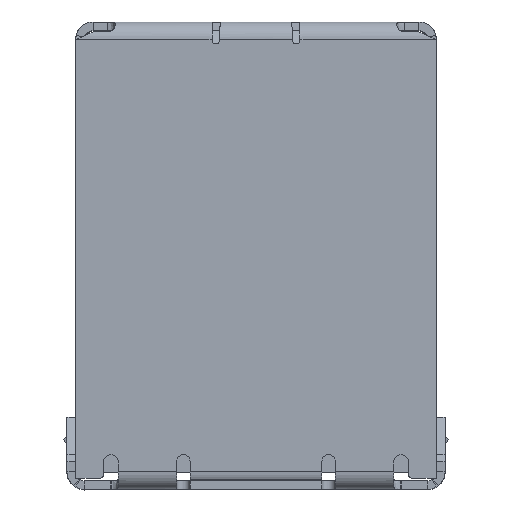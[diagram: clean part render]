
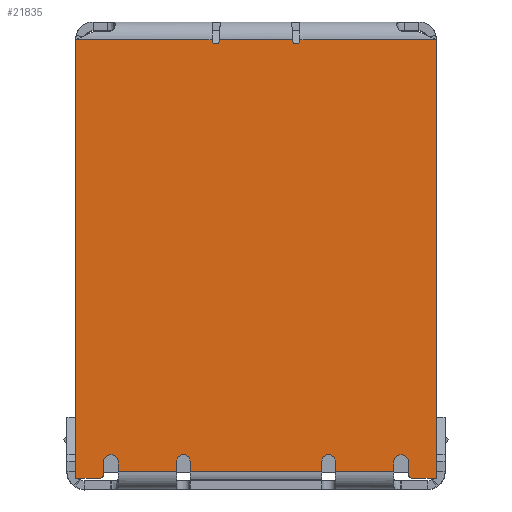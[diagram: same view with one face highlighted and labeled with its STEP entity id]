
A CAD part, top view. The second image highlights one B-rep face of the part: STEP entity #21835.
In plain terms, the highlighted face is planar.
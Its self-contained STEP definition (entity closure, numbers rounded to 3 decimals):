
#627=CIRCLE('',#24297,0.25);
#628=CIRCLE('',#24298,0.1);
#629=CIRCLE('',#24299,0.125);
#630=CIRCLE('',#24300,0.125);
#631=CIRCLE('',#24301,0.1);
#632=CIRCLE('',#24302,0.25);
#633=CIRCLE('',#24303,0.225);
#634=CIRCLE('',#24304,0.225);
#2073=FACE_OUTER_BOUND('',#2838,.T.);
#2838=EDGE_LOOP('',(#18791,#18792,#18793,#18794,#18795,#18796,#18797,#18798,
#18799,#18800,#18801,#18802,#18803,#18804,#18805,#18806,#18807,#18808,#18809,
#18810,#18811,#18812,#18813,#18814,#18815,#18816,#18817,#18818,#18819,#18820));
#4663=LINE('',#35567,#7739);
#4664=LINE('',#35569,#7740);
#4665=LINE('',#35573,#7741);
#4666=LINE('',#35577,#7742);
#4667=LINE('',#35579,#7743);
#4668=LINE('',#35581,#7744);
#4669=LINE('',#35583,#7745);
#4670=LINE('',#35587,#7746);
#4671=LINE('',#35589,#7747);
#4672=LINE('',#35591,#7748);
#4673=LINE('',#35595,#7749);
#4674=LINE('',#35597,#7750);
#4675=LINE('',#35599,#7751);
#4676=LINE('',#35601,#7752);
#4677=LINE('',#35605,#7753);
#4678=LINE('',#35609,#7754);
#4679=LINE('',#35611,#7755);
#4680=LINE('',#35613,#7756);
#4681=LINE('',#35617,#7757);
#4682=LINE('',#35619,#7758);
#4683=LINE('',#35621,#7759);
#4684=LINE('',#35624,#7760);
#7739=VECTOR('',#27438,2.);
#7740=VECTOR('',#27439,0.34);
#7741=VECTOR('',#27442,0.45);
#7742=VECTOR('',#27445,0.85);
#7743=VECTOR('',#27446,14.95);
#7744=VECTOR('',#27447,4.65);
#7745=VECTOR('',#27448,0.025);
#7746=VECTOR('',#27451,0.025);
#7747=VECTOR('',#27452,2.5);
#7748=VECTOR('',#27453,0.025);
#7749=VECTOR('',#27456,0.025);
#7750=VECTOR('',#27457,4.65);
#7751=VECTOR('',#27458,14.95);
#7752=VECTOR('',#27459,0.85);
#7753=VECTOR('',#27462,0.45);
#7754=VECTOR('',#27465,0.34);
#7755=VECTOR('',#27466,2.);
#7756=VECTOR('',#27467,0.365);
#7757=VECTOR('',#27470,0.365);
#7758=VECTOR('',#27471,4.5);
#7759=VECTOR('',#27472,0.365);
#7760=VECTOR('',#27475,0.365);
#11087=VERTEX_POINT('',#35565);
#11088=VERTEX_POINT('',#35566);
#11089=VERTEX_POINT('',#35568);
#11090=VERTEX_POINT('',#35570);
#11091=VERTEX_POINT('',#35572);
#11092=VERTEX_POINT('',#35574);
#11093=VERTEX_POINT('',#35576);
#11094=VERTEX_POINT('',#35578);
#11095=VERTEX_POINT('',#35580);
#11096=VERTEX_POINT('',#35582);
#11097=VERTEX_POINT('',#35584);
#11098=VERTEX_POINT('',#35586);
#11099=VERTEX_POINT('',#35588);
#11100=VERTEX_POINT('',#35590);
#11101=VERTEX_POINT('',#35592);
#11102=VERTEX_POINT('',#35594);
#11103=VERTEX_POINT('',#35596);
#11104=VERTEX_POINT('',#35598);
#11105=VERTEX_POINT('',#35600);
#11106=VERTEX_POINT('',#35602);
#11107=VERTEX_POINT('',#35604);
#11108=VERTEX_POINT('',#35606);
#11109=VERTEX_POINT('',#35608);
#11110=VERTEX_POINT('',#35610);
#11111=VERTEX_POINT('',#35612);
#11112=VERTEX_POINT('',#35614);
#11113=VERTEX_POINT('',#35616);
#11114=VERTEX_POINT('',#35618);
#11115=VERTEX_POINT('',#35620);
#11116=VERTEX_POINT('',#35622);
#14939=EDGE_CURVE('',#11087,#11088,#4663,.T.);
#14940=EDGE_CURVE('',#11088,#11089,#4664,.T.);
#14941=EDGE_CURVE('',#11089,#11090,#627,.T.);
#14942=EDGE_CURVE('',#11090,#11091,#4665,.T.);
#14943=EDGE_CURVE('',#11091,#11092,#628,.T.);
#14944=EDGE_CURVE('',#11092,#11093,#4666,.T.);
#14945=EDGE_CURVE('',#11093,#11094,#4667,.T.);
#14946=EDGE_CURVE('',#11094,#11095,#4668,.T.);
#14947=EDGE_CURVE('',#11095,#11096,#4669,.T.);
#14948=EDGE_CURVE('',#11096,#11097,#629,.T.);
#14949=EDGE_CURVE('',#11097,#11098,#4670,.T.);
#14950=EDGE_CURVE('',#11098,#11099,#4671,.T.);
#14951=EDGE_CURVE('',#11099,#11100,#4672,.T.);
#14952=EDGE_CURVE('',#11100,#11101,#630,.T.);
#14953=EDGE_CURVE('',#11101,#11102,#4673,.T.);
#14954=EDGE_CURVE('',#11102,#11103,#4674,.T.);
#14955=EDGE_CURVE('',#11103,#11104,#4675,.T.);
#14956=EDGE_CURVE('',#11104,#11105,#4676,.T.);
#14957=EDGE_CURVE('',#11105,#11106,#631,.T.);
#14958=EDGE_CURVE('',#11106,#11107,#4677,.T.);
#14959=EDGE_CURVE('',#11107,#11108,#632,.T.);
#14960=EDGE_CURVE('',#11108,#11109,#4678,.T.);
#14961=EDGE_CURVE('',#11109,#11110,#4679,.T.);
#14962=EDGE_CURVE('',#11110,#11111,#4680,.T.);
#14963=EDGE_CURVE('',#11111,#11112,#633,.T.);
#14964=EDGE_CURVE('',#11112,#11113,#4681,.T.);
#14965=EDGE_CURVE('',#11113,#11114,#4682,.T.);
#14966=EDGE_CURVE('',#11114,#11115,#4683,.T.);
#14967=EDGE_CURVE('',#11115,#11116,#634,.T.);
#14968=EDGE_CURVE('',#11116,#11087,#4684,.T.);
#18791=ORIENTED_EDGE('',*,*,#14939,.T.);
#18792=ORIENTED_EDGE('',*,*,#14940,.T.);
#18793=ORIENTED_EDGE('',*,*,#14941,.T.);
#18794=ORIENTED_EDGE('',*,*,#14942,.T.);
#18795=ORIENTED_EDGE('',*,*,#14943,.T.);
#18796=ORIENTED_EDGE('',*,*,#14944,.T.);
#18797=ORIENTED_EDGE('',*,*,#14945,.T.);
#18798=ORIENTED_EDGE('',*,*,#14946,.T.);
#18799=ORIENTED_EDGE('',*,*,#14947,.T.);
#18800=ORIENTED_EDGE('',*,*,#14948,.T.);
#18801=ORIENTED_EDGE('',*,*,#14949,.T.);
#18802=ORIENTED_EDGE('',*,*,#14950,.T.);
#18803=ORIENTED_EDGE('',*,*,#14951,.T.);
#18804=ORIENTED_EDGE('',*,*,#14952,.T.);
#18805=ORIENTED_EDGE('',*,*,#14953,.T.);
#18806=ORIENTED_EDGE('',*,*,#14954,.T.);
#18807=ORIENTED_EDGE('',*,*,#14955,.T.);
#18808=ORIENTED_EDGE('',*,*,#14956,.T.);
#18809=ORIENTED_EDGE('',*,*,#14957,.T.);
#18810=ORIENTED_EDGE('',*,*,#14958,.T.);
#18811=ORIENTED_EDGE('',*,*,#14959,.T.);
#18812=ORIENTED_EDGE('',*,*,#14960,.T.);
#18813=ORIENTED_EDGE('',*,*,#14961,.T.);
#18814=ORIENTED_EDGE('',*,*,#14962,.T.);
#18815=ORIENTED_EDGE('',*,*,#14963,.T.);
#18816=ORIENTED_EDGE('',*,*,#14964,.T.);
#18817=ORIENTED_EDGE('',*,*,#14965,.T.);
#18818=ORIENTED_EDGE('',*,*,#14966,.T.);
#18819=ORIENTED_EDGE('',*,*,#14967,.T.);
#18820=ORIENTED_EDGE('',*,*,#14968,.T.);
#21242=PLANE('',#24296);
#21835=ADVANCED_FACE('',(#2073),#21242,.T.);
#24296=AXIS2_PLACEMENT_3D('',#35564,#27436,#27437);
#24297=AXIS2_PLACEMENT_3D('',#35571,#27440,#27441);
#24298=AXIS2_PLACEMENT_3D('',#35575,#27443,#27444);
#24299=AXIS2_PLACEMENT_3D('',#35585,#27449,#27450);
#24300=AXIS2_PLACEMENT_3D('',#35593,#27454,#27455);
#24301=AXIS2_PLACEMENT_3D('',#35603,#27460,#27461);
#24302=AXIS2_PLACEMENT_3D('',#35607,#27463,#27464);
#24303=AXIS2_PLACEMENT_3D('',#35615,#27468,#27469);
#24304=AXIS2_PLACEMENT_3D('',#35623,#27473,#27474);
#27436=DIRECTION('center_axis',(0.,1.,0.));
#27437=DIRECTION('ref_axis',(0.,0.,1.));
#27438=DIRECTION('',(1.,0.,0.));
#27439=DIRECTION('',(0.,0.,-1.));
#27440=DIRECTION('center_axis',(0.,-1.,0.));
#27441=DIRECTION('ref_axis',(-1.,0.,0.));
#27442=DIRECTION('',(0.,0.,1.));
#27443=DIRECTION('center_axis',(0.,1.,0.));
#27444=DIRECTION('ref_axis',(-1.,0.,0.));
#27445=DIRECTION('',(1.,0.,0.));
#27446=DIRECTION('',(0.,0.,-1.));
#27447=DIRECTION('',(-1.,0.,0.));
#27448=DIRECTION('',(0.,0.,1.));
#27449=DIRECTION('center_axis',(0.,-1.,0.));
#27450=DIRECTION('ref_axis',(1.,0.,0.));
#27451=DIRECTION('',(0.,0.,-1.));
#27452=DIRECTION('',(-1.,0.,0.));
#27453=DIRECTION('',(0.,0.,1.));
#27454=DIRECTION('center_axis',(0.,-1.,0.));
#27455=DIRECTION('ref_axis',(1.,0.,0.));
#27456=DIRECTION('',(0.,0.,-1.));
#27457=DIRECTION('',(-1.,0.,0.));
#27458=DIRECTION('',(0.,0.,1.));
#27459=DIRECTION('',(1.,0.,0.));
#27460=DIRECTION('center_axis',(0.,1.,0.));
#27461=DIRECTION('ref_axis',(0.,0.,1.));
#27462=DIRECTION('',(0.,0.,-1.));
#27463=DIRECTION('center_axis',(0.,-1.,0.));
#27464=DIRECTION('ref_axis',(-1.,0.,0.));
#27465=DIRECTION('',(0.,0.,1.));
#27466=DIRECTION('',(1.,0.,0.));
#27467=DIRECTION('',(0.,0.,-1.));
#27468=DIRECTION('center_axis',(0.,-1.,0.));
#27469=DIRECTION('ref_axis',(-1.,0.,0.));
#27470=DIRECTION('',(0.,0.,1.));
#27471=DIRECTION('',(1.,0.,0.));
#27472=DIRECTION('',(0.,0.,-1.));
#27473=DIRECTION('center_axis',(0.,-1.,0.));
#27474=DIRECTION('ref_axis',(-1.,0.,0.));
#27475=DIRECTION('',(0.,0.,1.));
#35564=CARTESIAN_POINT('Origin',(0.,11.,-15.049));
#35565=CARTESIAN_POINT('',(2.7,11.,-0.01));
#35566=CARTESIAN_POINT('',(4.7,11.,-0.01));
#35567=CARTESIAN_POINT('',(2.7,11.,-0.01));
#35568=CARTESIAN_POINT('',(4.7,11.,-0.35));
#35569=CARTESIAN_POINT('',(4.7,11.,-0.01));
#35570=CARTESIAN_POINT('',(5.2,11.,-0.35));
#35571=CARTESIAN_POINT('Origin',(4.95,11.,-0.35));
#35572=CARTESIAN_POINT('',(5.2,11.,0.1));
#35573=CARTESIAN_POINT('',(5.2,11.,-0.35));
#35574=CARTESIAN_POINT('',(5.3,11.,0.2));
#35575=CARTESIAN_POINT('Origin',(5.3,11.,0.1));
#35576=CARTESIAN_POINT('',(6.15,11.,0.2));
#35577=CARTESIAN_POINT('',(5.3,11.,0.2));
#35578=CARTESIAN_POINT('',(6.15,11.,-14.75));
#35579=CARTESIAN_POINT('',(6.15,11.,0.2));
#35580=CARTESIAN_POINT('',(1.5,11.,-14.75));
#35581=CARTESIAN_POINT('',(6.15,11.,-14.75));
#35582=CARTESIAN_POINT('',(1.5,11.,-14.725));
#35583=CARTESIAN_POINT('',(1.5,11.,-14.75));
#35584=CARTESIAN_POINT('',(1.25,11.,-14.725));
#35585=CARTESIAN_POINT('Origin',(1.375,11.,-14.725));
#35586=CARTESIAN_POINT('',(1.25,11.,-14.75));
#35587=CARTESIAN_POINT('',(1.25,11.,-14.725));
#35588=CARTESIAN_POINT('',(-1.25,11.,-14.75));
#35589=CARTESIAN_POINT('',(1.25,11.,-14.75));
#35590=CARTESIAN_POINT('',(-1.25,11.,-14.725));
#35591=CARTESIAN_POINT('',(-1.25,11.,-14.75));
#35592=CARTESIAN_POINT('',(-1.5,11.,-14.725));
#35593=CARTESIAN_POINT('Origin',(-1.375,11.,-14.725));
#35594=CARTESIAN_POINT('',(-1.5,11.,-14.75));
#35595=CARTESIAN_POINT('',(-1.5,11.,-14.725));
#35596=CARTESIAN_POINT('',(-6.15,11.,-14.75));
#35597=CARTESIAN_POINT('',(-1.5,11.,-14.75));
#35598=CARTESIAN_POINT('',(-6.15,11.,0.2));
#35599=CARTESIAN_POINT('',(-6.15,11.,-14.75));
#35600=CARTESIAN_POINT('',(-5.3,11.,0.2));
#35601=CARTESIAN_POINT('',(-6.15,11.,0.2));
#35602=CARTESIAN_POINT('',(-5.2,11.,0.1));
#35603=CARTESIAN_POINT('Origin',(-5.3,11.,0.1));
#35604=CARTESIAN_POINT('',(-5.2,11.,-0.35));
#35605=CARTESIAN_POINT('',(-5.2,11.,0.1));
#35606=CARTESIAN_POINT('',(-4.7,11.,-0.35));
#35607=CARTESIAN_POINT('Origin',(-4.95,11.,-0.35));
#35608=CARTESIAN_POINT('',(-4.7,11.,-0.01));
#35609=CARTESIAN_POINT('',(-4.7,11.,-0.35));
#35610=CARTESIAN_POINT('',(-2.7,11.,-0.01));
#35611=CARTESIAN_POINT('',(-4.7,11.,-0.01));
#35612=CARTESIAN_POINT('',(-2.7,11.,-0.375));
#35613=CARTESIAN_POINT('',(-2.7,11.,-0.01));
#35614=CARTESIAN_POINT('',(-2.25,11.,-0.375));
#35615=CARTESIAN_POINT('Origin',(-2.475,11.,-0.375));
#35616=CARTESIAN_POINT('',(-2.25,11.,-0.01));
#35617=CARTESIAN_POINT('',(-2.25,11.,-0.375));
#35618=CARTESIAN_POINT('',(2.25,11.,-0.01));
#35619=CARTESIAN_POINT('',(-2.25,11.,-0.01));
#35620=CARTESIAN_POINT('',(2.25,11.,-0.375));
#35621=CARTESIAN_POINT('',(2.25,11.,-0.01));
#35622=CARTESIAN_POINT('',(2.7,11.,-0.375));
#35623=CARTESIAN_POINT('Origin',(2.475,11.,-0.375));
#35624=CARTESIAN_POINT('',(2.7,11.,-0.375));
